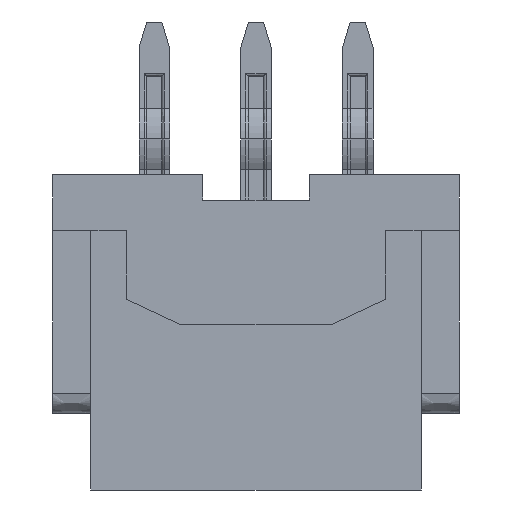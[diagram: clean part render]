
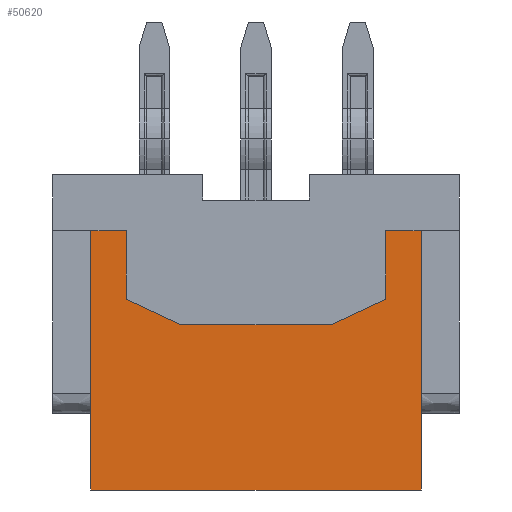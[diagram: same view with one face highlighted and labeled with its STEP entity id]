
A CAD part, front view. The second image highlights one B-rep face of the part: STEP entity #50620.
In plain terms, the highlighted planar face has unit normal (0, -1, 0).
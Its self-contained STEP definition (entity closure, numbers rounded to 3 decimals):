
#5770=CARTESIAN_POINT('',(-28.404,-1.785,3.25));
#5780=VERTEX_POINT('',#5770);
#5810=CARTESIAN_POINT('',(-28.,-1.785,3.062));
#5820=DIRECTION('',(-0.907,0.,0.422));
#5830=VECTOR('',#5820,1.);
#5840=LINE('',#5810,#5830);
#5850=CARTESIAN_POINT('',(-29.479,-1.785,3.75));
#5860=VERTEX_POINT('',#5850);
#5870=EDGE_CURVE('',#5780,#5860,#5840,.T.);
#7200=CARTESIAN_POINT('',(-23.679,-1.785,0.));
#7210=VERTEX_POINT('',#7200);
#7380=CARTESIAN_POINT('',(-30.179,-1.785,0.));
#7390=VERTEX_POINT('',#7380);
#7420=CARTESIAN_POINT('',(-30.029,-1.785,0.));
#7430=DIRECTION('',(-1.,0.,0.));
#7440=VECTOR('',#7430,1.);
#7450=LINE('',#7420,#7440);
#7460=EDGE_CURVE('',#7210,#7390,#7450,.T.);
#34370=CARTESIAN_POINT('',(-25.454,-1.785,3.25));
#34380=VERTEX_POINT('',#34370);
#34430=CARTESIAN_POINT('',(-30.179,-1.785,3.25));
#34440=DIRECTION('',(1.,0.,0.));
#34450=VECTOR('',#34440,1.);
#34460=LINE('',#34430,#34450);
#34470=EDGE_CURVE('',#5780,#34380,#34460,.T.);
#38420=CARTESIAN_POINT('',(-30.179,-1.785,5.1));
#38430=VERTEX_POINT('',#38420);
#38460=CARTESIAN_POINT('',(-30.179,-1.785,0.));
#38470=DIRECTION('',(0.,0.,1.));
#38480=VECTOR('',#38470,1.);
#38490=LINE('',#38460,#38480);
#38500=EDGE_CURVE('',#7390,#38430,#38490,.T.);
#41960=CARTESIAN_POINT('',(-29.479,-1.785,0.));
#41970=DIRECTION('',(0.,0.,1.));
#41980=VECTOR('',#41970,1.);
#41990=LINE('',#41960,#41980);
#42000=CARTESIAN_POINT('',(-29.479,-1.785,5.1));
#42010=VERTEX_POINT('',#42000);
#42020=EDGE_CURVE('',#5860,#42010,#41990,.T.);
#43570=CARTESIAN_POINT('',(-28.,-1.785,5.1));
#43580=DIRECTION('',(-1.,0.,0.));
#43590=VECTOR('',#43580,1.);
#43600=LINE('',#43570,#43590);
#43610=EDGE_CURVE('',#42010,#38430,#43600,.T.);
#50190=CARTESIAN_POINT('',(-55.926,-1.785,
0.));
#50200=DIRECTION('',(0.,-1.,0.));
#50210=DIRECTION('',(1.,0.,0.));
#50220=AXIS2_PLACEMENT_3D('',#50190,#50200,#50210);
#50230=PLANE('',#50220);
#50240=ORIENTED_EDGE('',*,*,#38500,.F.);
#50250=ORIENTED_EDGE('',*,*,#43610,.T.);
#50260=ORIENTED_EDGE('',*,*,#42020,.T.);
#50270=ORIENTED_EDGE('',*,*,#5870,.T.);
#50280=ORIENTED_EDGE('',*,*,#34470,.F.);
#50290=CARTESIAN_POINT('',(-25.858,-1.785,3.062));
#50300=DIRECTION('',(0.907,0.,
0.422));
#50310=VECTOR('',#50300,1.);
#50320=LINE('',#50290,#50310);
#50330=CARTESIAN_POINT('',(-24.379,-1.785,3.75));
#50340=VERTEX_POINT('',#50330);
#50350=EDGE_CURVE('',#34380,#50340,#50320,.T.);
#50360=ORIENTED_EDGE('',*,*,#50350,.F.);
#50370=CARTESIAN_POINT('',(-24.379,-1.785,0.));
#50380=DIRECTION('',(0.,0.,1.));
#50390=VECTOR('',#50380,1.);
#50400=LINE('',#50370,#50390);
#50410=CARTESIAN_POINT('',(-24.379,-1.785,5.1));
#50420=VERTEX_POINT('',#50410);
#50430=EDGE_CURVE('',#50340,#50420,#50400,.T.);
#50440=ORIENTED_EDGE('',*,*,#50430,.F.);
#50450=CARTESIAN_POINT('',(-25.858,-1.785,5.1));
#50460=DIRECTION('',(1.,0.,0.));
#50470=VECTOR('',#50460,1.);
#50480=LINE('',#50450,#50470);
#50490=CARTESIAN_POINT('',(-23.679,-1.785,5.1));
#50500=VERTEX_POINT('',#50490);
#50510=EDGE_CURVE('',#50420,#50500,#50480,.T.);
#50520=ORIENTED_EDGE('',*,*,#50510,.F.);
#50530=CARTESIAN_POINT('',(-23.679,-1.785,0.));
#50540=DIRECTION('',(0.,0.,1.));
#50550=VECTOR('',#50540,1.);
#50560=LINE('',#50530,#50550);
#50570=EDGE_CURVE('',#7210,#50500,#50560,.T.);
#50580=ORIENTED_EDGE('',*,*,#50570,.T.);
#50590=ORIENTED_EDGE('',*,*,#7460,.F.);
#50600=EDGE_LOOP('',(#50590,#50580,#50520,#50440,#50360,#50280,#50270,
#50260,#50250,#50240));
#50610=FACE_OUTER_BOUND('',#50600,.T.);
#50620=ADVANCED_FACE('',(#50610),#50230,.T.);
